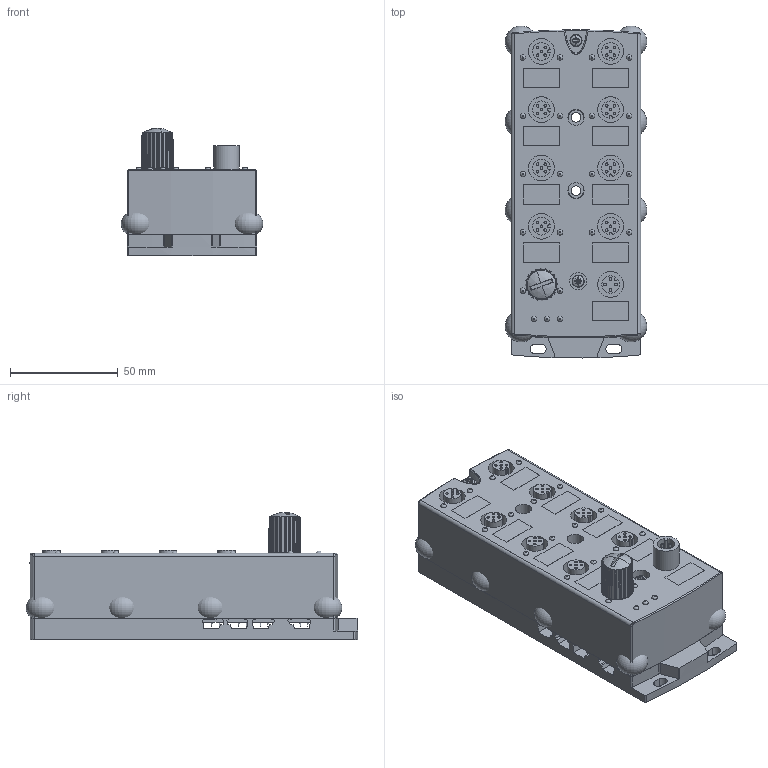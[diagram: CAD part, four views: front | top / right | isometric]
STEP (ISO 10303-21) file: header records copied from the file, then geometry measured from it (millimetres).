
FILE_DESCRIPTION(/* description */ ('Alibre Inc.'),/* implementation_level */ '2;1');
FILE_NAME(/* name */ 'export-B9C562B2-3FA9-4BB9-B5AA-547DAB7C0D03',/* time_stamp */ '2019-07-01T10:22:38+02:00',/* author */ (''),/* organization */ (''),/* preprocessor_version */ 'ST-DEVELOPER v17',/* originating_system */ 'Alibre',/* authorisation */ '');
FILE_SCHEMA (('AUTOMOTIVE_DESIGN'));
Length unit declared in the file: centimetre
Products named in the file (11): BENE INOX | 210216-3X30
Bounding box: 65.61 x 153.79 x 58.96 mm (x, y, z)
Volume: 330340.9 mm3; surface area: 101282.3 mm2
Topology: 53 solids, 55 shells, 1780 faces, 4375 edges, 2720 vertices
Faces by surface type: plane 647, cylinder 515, torus 247, sphere 134, bspline 128, cone 108, extrusion 1
Full cylindrical faces by diameter (mm): 1.2 x44, 2 x2, 2.5 x63, 3 x11, 3.5 x2, 4 x1, 4.5 x3, 5 x1, 5.5 x1, 6 x9, 7.5 x4, 8 x3, 12 x22
Entity records: 37483 total; most frequent: CARTESIAN_POINT 11504, ORIENTED_EDGE 5166, DIRECTION 5147, EDGE_CURVE 2583, AXIS2_PLACEMENT_3D 2403, VERTEX_POINT 1661, FACE_BOUND 1478, EDGE_LOOP 1462
